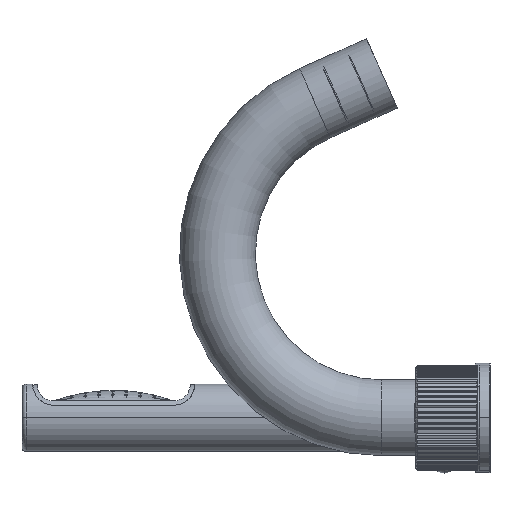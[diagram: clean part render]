
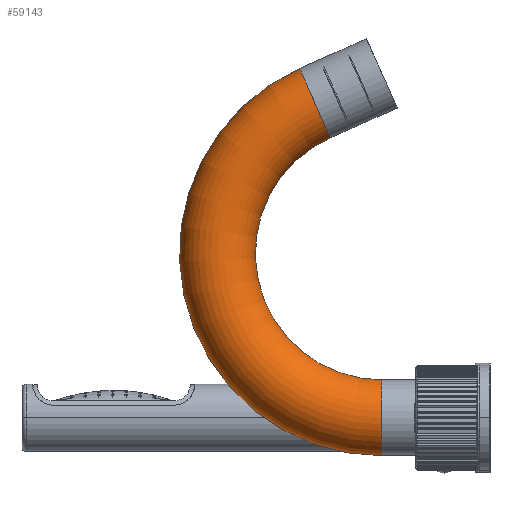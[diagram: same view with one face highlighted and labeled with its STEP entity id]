
A CAD part, left-side view. The second image highlights one B-rep face of the part: STEP entity #59143.
In plain terms, the highlighted toroidal (fillet/blend) face has major radius 78 mm and minor radius 18 mm.
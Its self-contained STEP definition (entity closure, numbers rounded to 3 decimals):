
#42091=CARTESIAN_POINT('',(-100.,88.025,149.257));
#42092=DIRECTION('',(0.,-0.914,0.407));
#42093=DIRECTION('',(0.,0.407,0.914));
#42094=AXIS2_PLACEMENT_3D('',#42091,#42092,#42093);
#42096=CARTESIAN_POINT('',(-100.,56.3,0.));
#42097=DIRECTION('',(0.,1.,0.));
#42098=DIRECTION('',(0.,0.,-1.));
#42099=AXIS2_PLACEMENT_3D('',#42096,#42097,#42098);
#42101=CARTESIAN_POINT('',(-100.,56.3,78.));
#42102=DIRECTION('',(1.,0.,0.));
#42103=DIRECTION('',(0.,0.,-1.));
#42104=AXIS2_PLACEMENT_3D('',#42101,#42102,#42103);
#49955=CARTESIAN_POINT('',(-100.,56.3,78.));
#49956=DIRECTION('',(1.,0.,0.));
#49957=DIRECTION('',(0.,0.,-1.));
#49958=AXIS2_PLACEMENT_3D('',#49955,#49956,#49957);
#52598=CARTESIAN_POINT('',(-100.,56.3,18.));
#52599=CARTESIAN_POINT('',(-100.,56.3,-18.));
#52600=VERTEX_POINT('',#52598);
#52601=VERTEX_POINT('',#52599);
#52606=CARTESIAN_POINT('',(-100.,80.704,132.813));
#52607=CARTESIAN_POINT('',(-100.,95.347,165.7));
#52608=VERTEX_POINT('',#52606);
#52609=VERTEX_POINT('',#52607);
#59129=CARTESIAN_POINT('',(-100.,56.3,78.));
#59130=DIRECTION('',(1.,0.,0.));
#59131=DIRECTION('',(0.,0.,1.));
#59132=AXIS2_PLACEMENT_3D('',#59129,#59130,#59131);
#59133=TOROIDAL_SURFACE('',#59132,78.,18.);
#59135=ORIENTED_EDGE('',*,*,#59134,.F.);
#59137=ORIENTED_EDGE('',*,*,#59136,.T.);
#59138=ORIENTED_EDGE('',*,*,#59117,.T.);
#59140=ORIENTED_EDGE('',*,*,#59139,.F.);
#59141=EDGE_LOOP('',(#59135,#59137,#59138,#59140));
#59142=FACE_OUTER_BOUND('',#59141,.F.);
#59143=ADVANCED_FACE('',(#59142),#59133,.T.);
#42095=CIRCLE('',#42094,18.);
#42100=CIRCLE('',#42099,18.);
#42105=CIRCLE('',#42104,96.);
#49959=CIRCLE('',#49958,60.);
#59117=EDGE_CURVE('',#52609,#52608,#42095,.T.);
#59134=EDGE_CURVE('',#52601,#52600,#42100,.T.);
#59136=EDGE_CURVE('',#52601,#52609,#42105,.T.);
#59139=EDGE_CURVE('',#52600,#52608,#49959,.T.);
